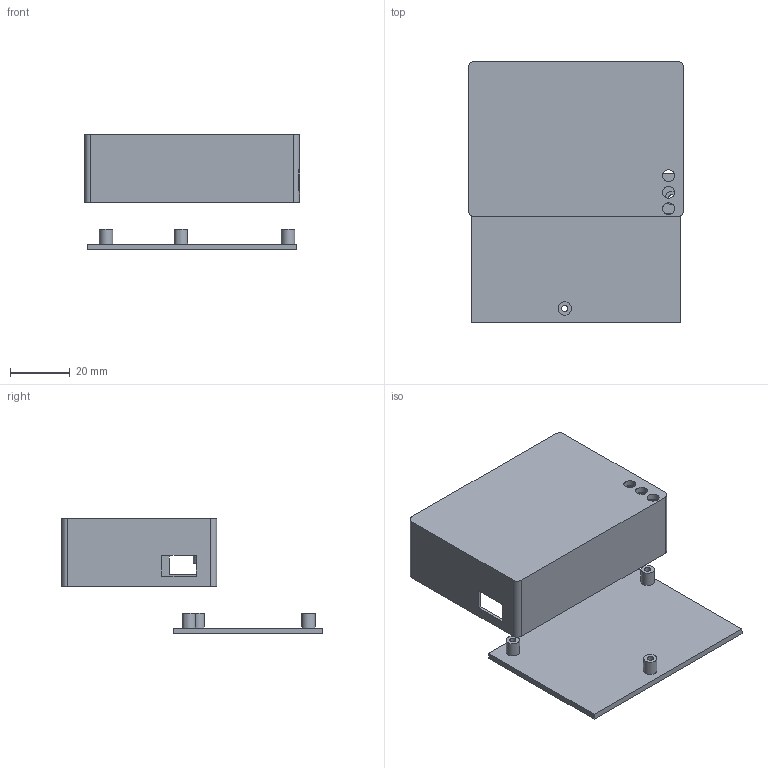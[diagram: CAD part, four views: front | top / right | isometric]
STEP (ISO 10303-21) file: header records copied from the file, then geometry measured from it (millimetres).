
FILE_DESCRIPTION(/* description */ (''),/* implementation_level */ '2;1');
FILE_NAME(/* name */ '床头灯 v9.step',/* time_stamp */ '2020-07-12T16:52:42+08:00',/* author */ (''),/* organization */ (''),/* preprocessor_version */ 'ST-DEVELOPER v18.1',/* originating_system */ 'Autodesk Translation Framework v9.3.0.1241',/* authorisation */ '');
FILE_SCHEMA (('AUTOMOTIVE_DESIGN { 1 0 10303 214 3 1 1 }'));
Length unit declared in the file: millimetre
Products named in the file (3): 床头灯; 零部件3; 零部件4
Assembly tree (2 placements, depth 2):
  床头灯
    零部件3
    零部件4
Bounding box: 72 x 87.36 x 38.83 mm (x, y, z)
Volume: 19903.5 mm3; surface area: 26426.1 mm2
Topology: 2 solids, 2 shells, 53 faces, 124 edges, 82 vertices
Faces by surface type: plane 34, cylinder 19
Full cylindrical faces by diameter (mm): 2.075 x6, 4 x3, 4.5 x4, 4.502 x1, 4.532 x1
Entity records: 1641 total; most frequent: DIRECTION 282, CARTESIAN_POINT 264, ORIENTED_EDGE 248, EDGE_CURVE 124, AXIS2_PLACEMENT_3D 100, LINE 82, VECTOR 82, VERTEX_POINT 82
